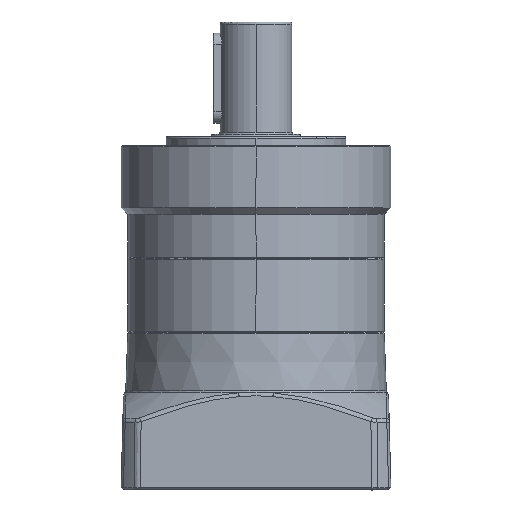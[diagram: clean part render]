
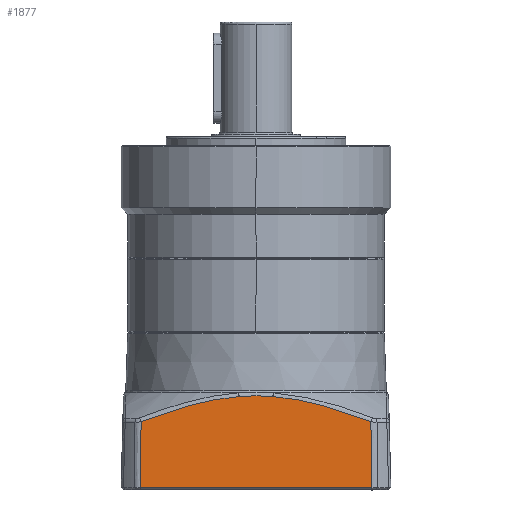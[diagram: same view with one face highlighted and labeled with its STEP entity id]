
A CAD part, left-side view. The second image highlights one B-rep face of the part: STEP entity #1877.
In plain terms, the highlighted face is planar.
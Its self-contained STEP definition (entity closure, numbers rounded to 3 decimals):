
#249 = CARTESIAN_POINT ( 'NONE',  ( 59.974, -36.615, 60. ) ) ;
#420 = DIRECTION ( 'NONE',  ( 0., 0., -1. ) ) ;
#500 = CARTESIAN_POINT ( 'NONE',  ( 59.063, -1.796, -35.799 ) ) ;
#639 = CARTESIAN_POINT ( 'NONE',  ( 58.959, 2.173, -20.233 ) ) ;
#827 = CARTESIAN_POINT ( 'NONE',  ( 59.205, -7.212, 51.071 ) ) ;
#1550 = ORIENTED_EDGE ( 'NONE', *, *, #8514, .T. ) ;
#1877 = ADVANCED_FACE ( 'NONE', ( #7224 ), #4577, .T. ) ;
#1987 = CARTESIAN_POINT ( 'NONE',  ( 59.068, -1.996, 36.891 ) ) ;
#2585 = ORIENTED_EDGE ( 'NONE', *, *, #8229, .F. ) ;
#3914 = CARTESIAN_POINT ( 'NONE',  ( 59.158, -5.439, -46.432 ) ) ;
#4061 = CARTESIAN_POINT ( 'NONE',  ( 59.027, -0.438, -31.155 ) ) ;
#4067 = DIRECTION ( 'NONE',  ( -0.026, 1., 0. ) ) ;
#4162 = DIRECTION ( 'NONE',  ( 1., 0.026, 0. ) ) ;
#4215 = CARTESIAN_POINT ( 'NONE',  ( 58.953, 2.393, -19.064 ) ) ;
#4329 = CARTESIAN_POINT ( 'NONE',  ( 60., -37.59, 60. ) ) ;
#4413 = DIRECTION ( 'NONE',  ( 0.026, -1., 0.01 ) ) ;
#4577 = PLANE ( 'NONE',  #8032 ) ;
#5097 = ORIENTED_EDGE ( 'NONE', *, *, #30662, .T. ) ;
#5239 = CARTESIAN_POINT ( 'NONE',  ( 59.205, -7.212, 51.071 ) ) ;
#5541 = CARTESIAN_POINT ( 'NONE',  ( 58.928, 3.342, 15.032 ) ) ;
#6493 = VERTEX_POINT ( 'NONE', #38839 ) ;
#7224 = FACE_OUTER_BOUND ( 'NONE', #41785, .T. ) ;
#7478 = CARTESIAN_POINT ( 'NONE',  ( 59.116, -3.822, -41.892 ) ) ;
#7645 = CARTESIAN_POINT ( 'NONE',  ( 59.019, -0.125, -30.018 ) ) ;
#7797 = CARTESIAN_POINT ( 'NONE',  ( 58.952, 2.444, -18.787 ) ) ;
#8032 = AXIS2_PLACEMENT_3D ( 'NONE', #4329, #4162, #4067 ) ;
#8229 = EDGE_CURVE ( 'NONE', #27737, #43869, #13072, .T. ) ;
#8514 = EDGE_CURVE ( 'NONE', #9344, #19410, #15265, .T. ) ;
#9344 = VERTEX_POINT ( 'NONE', #11627 ) ;
#9480 = CARTESIAN_POINT ( 'NONE',  ( 58.913, 3.919, -7.507 ) ) ;
#9509 = CARTESIAN_POINT ( 'NONE',  ( 58.908, 4.11, -5.007 ) ) ;
#9621 = CARTESIAN_POINT ( 'NONE',  ( 58.904, 4.283, -2.507 ) ) ;
#9765 = CARTESIAN_POINT ( 'NONE',  ( 58.913, 3.919, 7.507 ) ) ;
#9799 = CARTESIAN_POINT ( 'NONE',  ( 58.904, 4.283, 2.508 ) ) ;
#10066 = CARTESIAN_POINT ( 'NONE',  ( 58.908, 4.11, 5.008 ) ) ;
#11027 = CARTESIAN_POINT ( 'NONE',  ( 59.106, -3.445, -40.793 ) ) ;
#11183 = CARTESIAN_POINT ( 'NONE',  ( 59.017, -0.048, -29.735 ) ) ;
#11323 = CARTESIAN_POINT ( 'NONE',  ( 58.951, 2.459, -18.706 ) ) ;
#11336 = ORIENTED_EDGE ( 'NONE', *, *, #30340, .T. ) ;
#11626 = VECTOR ( 'NONE', #4413, 1000. ) ;
#11627 = CARTESIAN_POINT ( 'NONE',  ( 59.974, -36.615, 51.372 ) ) ;
#12066 = VECTOR ( 'NONE', #32197, 1000. ) ;
#13072 = B_SPLINE_CURVE_WITH_KNOTS ( 'NONE', 3,
 ( #9765, #10066, #9799, #9621, #9509, #9480 ),
 .UNSPECIFIED., .F., .F.,
 ( 4, 2, 4 ),
 ( 0., 0.5, 1. ),
 .UNSPECIFIED. ) ;
#13679 = B_SPLINE_CURVE_WITH_KNOTS ( 'NONE', 3,
 ( #5239, #36792, #1987, #26493, #5541, #29937 ),
 .UNSPECIFIED., .F., .F.,
 ( 4, 2, 4 ),
 ( 0., 0.5, 1. ),
 .UNSPECIFIED. ) ;
#14462 = ORIENTED_EDGE ( 'NONE', *, *, #30083, .F. ) ;
#14511 = CARTESIAN_POINT ( 'NONE',  ( 59.103, -3.352, -40.521 ) ) ;
#14668 = CARTESIAN_POINT ( 'NONE',  ( 59.016, -0.03, -29.668 ) ) ;
#14830 = CARTESIAN_POINT ( 'NONE',  ( 58.92, 3.639, -11.148 ) ) ;
#15265 = LINE ( 'NONE', #249, #41915 ) ;
#17499 = VERTEX_POINT ( 'NONE', #38318 ) ;
#18062 = CARTESIAN_POINT ( 'NONE',  ( 59.103, -3.33, -40.456 ) ) ;
#18218 = CARTESIAN_POINT ( 'NONE',  ( 59.003, 0.485, -27.758 ) ) ;
#19410 = VERTEX_POINT ( 'NONE', #32245 ) ;
#20871 = LINE ( 'NONE', #827, #11626 ) ;
#21383 = CARTESIAN_POINT ( 'NONE',  ( 59.205, -7.212, -51.071 ) ) ;
#21537 = CARTESIAN_POINT ( 'NONE',  ( 59.086, -2.685, -38.554 ) ) ;
#21684 = CARTESIAN_POINT ( 'NONE',  ( 58.967, 1.861, -21.802 ) ) ;
#22442 = LINE ( 'NONE', #42678, #12066 ) ;
#24603 = B_SPLINE_CURVE_WITH_KNOTS ( 'NONE', 3,
 ( #21383, #42177, #3914, #28356, #7478, #31833, #11027, #35318, #14511, #38858, #18062, #42319, #21537, #500, #25048, #4061, #28520, #7645, #31977, #11183, #35480, #14668, #39004, #18218, #42478, #21684, #639, #25206, #4215, #28649, #7797, #32142, #11323, #35628, #14830, #39164 ),
 .UNSPECIFIED., .F., .F.,
 ( 4, 1, 1, 1, 1, 1, 1, 1, 2, 2, 1, 1, 1, 1, 1, 1, 1, 2, 2, 1, 1, 1, 1, 1, 1, 2, 2, 4 ),
 ( 0., 0.125, 0.188, 0.219, 0.234, 0.242, 0.246, 0.248, 0.249, 0.25, 0.375, 0.438, 0.469, 0.484, 0.492, 0.496, 0.498, 0.499, 0.5, 0.625, 0.688, 0.719, 0.734, 0.742, 0.746, 0.748, 0.75, 1. ),
 .UNSPECIFIED. ) ;
#25048 = CARTESIAN_POINT ( 'NONE',  ( 59.039, -0.872, -32.686 ) ) ;
#25206 = CARTESIAN_POINT ( 'NONE',  ( 58.955, 2.321, -19.453 ) ) ;
#26493 = CARTESIAN_POINT ( 'NONE',  ( 58.965, 1.918, 22.389 ) ) ;
#26935 = EDGE_CURVE ( 'NONE', #6493, #9344, #20871, .T. ) ;
#27737 = VERTEX_POINT ( 'NONE', #42099 ) ;
#28356 = CARTESIAN_POINT ( 'NONE',  ( 59.129, -4.342, -43.379 ) ) ;
#28520 = CARTESIAN_POINT ( 'NONE',  ( 59.022, -0.228, -30.396 ) ) ;
#28649 = CARTESIAN_POINT ( 'NONE',  ( 58.952, 2.429, -18.87 ) ) ;
#28870 = ORIENTED_EDGE ( 'NONE', *, *, #26935, .T. ) ;
#29937 = CARTESIAN_POINT ( 'NONE',  ( 58.913, 3.919, 7.507 ) ) ;
#30083 = EDGE_CURVE ( 'NONE', #6493, #27737, #13679, .T. ) ;
#30340 = EDGE_CURVE ( 'NONE', #19410, #17499, #22442, .T. ) ;
#30662 = EDGE_CURVE ( 'NONE', #17499, #43869, #24603, .T. ) ;
#31833 = CARTESIAN_POINT ( 'NONE',  ( 59.109, -3.569, -41.158 ) ) ;
#31977 = CARTESIAN_POINT ( 'NONE',  ( 59.018, -0.073, -29.829 ) ) ;
#32142 = CARTESIAN_POINT ( 'NONE',  ( 58.951, 2.454, -18.732 ) ) ;
#32197 = DIRECTION ( 'NONE',  ( -0.026, 1., 0.01 ) ) ;
#32245 = CARTESIAN_POINT ( 'NONE',  ( 59.974, -36.615, -51.372 ) ) ;
#35318 = CARTESIAN_POINT ( 'NONE',  ( 59.104, -3.383, -40.611 ) ) ;
#35480 = CARTESIAN_POINT ( 'NONE',  ( 59.017, -0.037, -29.695 ) ) ;
#35628 = CARTESIAN_POINT ( 'NONE',  ( 58.933, 3.155, -14.871 ) ) ;
#36792 = CARTESIAN_POINT ( 'NONE',  ( 59.133, -4.486, 44.062 ) ) ;
#37548 = CARTESIAN_POINT ( 'NONE',  ( 58.913, 3.919, -7.507 ) ) ;
#38318 = CARTESIAN_POINT ( 'NONE',  ( 59.205, -7.212, -51.071 ) ) ;
#38839 = CARTESIAN_POINT ( 'NONE',  ( 59.205, -7.212, 51.071 ) ) ;
#38858 = CARTESIAN_POINT ( 'NONE',  ( 59.103, -3.339, -40.482 ) ) ;
#39004 = CARTESIAN_POINT ( 'NONE',  ( 59.016, -0.026, -29.656 ) ) ;
#39164 = CARTESIAN_POINT ( 'NONE',  ( 58.913, 3.919, -7.507 ) ) ;
#41785 = EDGE_LOOP ( 'NONE', ( #2585, #14462, #28870, #1550, #11336, #5097 ) ) ;
#41915 = VECTOR ( 'NONE', #420, 1000. ) ;
#42099 = CARTESIAN_POINT ( 'NONE',  ( 58.913, 3.919, 7.507 ) ) ;
#42177 = CARTESIAN_POINT ( 'NONE',  ( 59.185, -6.477, -49.18 ) ) ;
#42319 = CARTESIAN_POINT ( 'NONE',  ( 59.103, -3.326, -40.445 ) ) ;
#42478 = CARTESIAN_POINT ( 'NONE',  ( 58.985, 1.176, -24.975 ) ) ;
#42678 = CARTESIAN_POINT ( 'NONE',  ( 59.974, -36.615, -51.372 ) ) ;
#43869 = VERTEX_POINT ( 'NONE', #37548 ) ;
